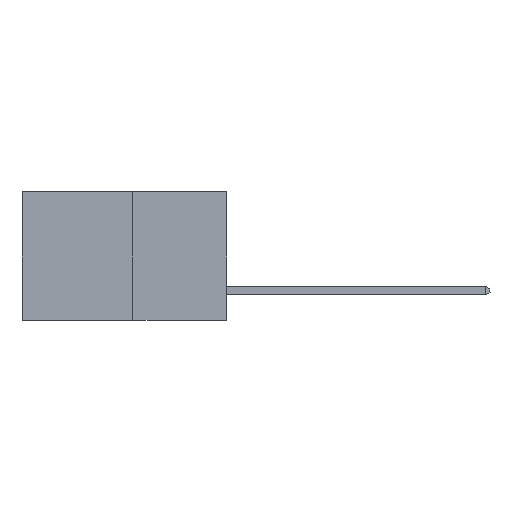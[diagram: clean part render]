
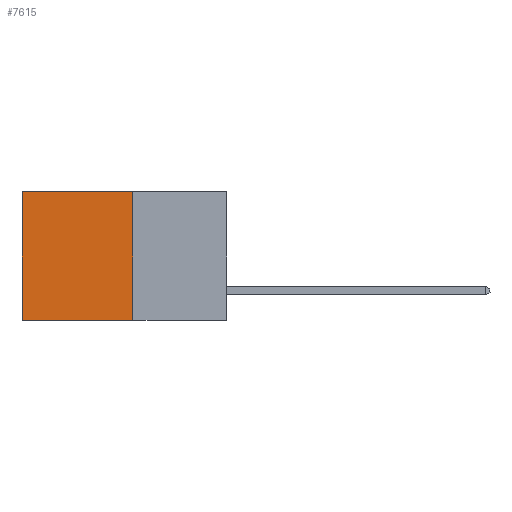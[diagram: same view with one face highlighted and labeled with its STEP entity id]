
A CAD part, left-side view. The second image highlights one B-rep face of the part: STEP entity #7615.
In plain terms, the highlighted planar face has unit normal (-1, 0, 0).
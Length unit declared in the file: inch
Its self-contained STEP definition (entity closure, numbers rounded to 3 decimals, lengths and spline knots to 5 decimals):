
#251 = ORIENTED_EDGE ( 'NONE', *, *, #3418, .T. ) ;
#1008 = LINE ( 'NONE', #10100, #6017 ) ;
#1141 = ORIENTED_EDGE ( 'NONE', *, *, #1935, .T. ) ;
#1240 = ORIENTED_EDGE ( 'NONE', *, *, #5255, .F. ) ;
#1381 = VERTEX_POINT ( 'NONE', #2577 ) ;
#1383 = DIRECTION ( 'NONE',  ( 0., 0., -1. ) ) ;
#1591 = AXIS2_PLACEMENT_3D ( 'NONE', #5789, #12414, #6710 ) ;
#1935 = EDGE_CURVE ( 'NONE', #1381, #7358, #1008, .T. ) ;
#2514 = VERTEX_POINT ( 'NONE', #12336 ) ;
#2577 = CARTESIAN_POINT ( 'NONE',  ( 0.277, 0.27, 0. ) ) ;
#3418 = EDGE_CURVE ( 'NONE', #7358, #6545, #9980, .T. ) ;
#4068 = CARTESIAN_POINT ( 'NONE',  ( 0.277, 0.59, -0.37 ) ) ;
#4437 = VECTOR ( 'NONE', #1383, 39.37008 ) ;
#4465 = CARTESIAN_POINT ( 'NONE',  ( 0.277, 0.27, -0.37 ) ) ;
#4922 = LINE ( 'NONE', #5264, #6532 ) ;
#5121 = EDGE_LOOP ( 'NONE', ( #251, #1240, #11251, #1141 ) ) ;
#5255 = EDGE_CURVE ( 'NONE', #2514, #6545, #4922, .T. ) ;
#5264 = CARTESIAN_POINT ( 'NONE',  ( 0.277, 0.27, -0.37 ) ) ;
#5288 = DIRECTION ( 'NONE',  ( 0., 1., 0. ) ) ;
#5789 = CARTESIAN_POINT ( 'NONE',  ( 0.277, 0.27, -0.37 ) ) ;
#5999 = DIRECTION ( 'NONE',  ( 0., 0., -1. ) ) ;
#6017 = VECTOR ( 'NONE', #9573, 39.37008 ) ;
#6024 = CARTESIAN_POINT ( 'NONE',  ( 0.277, 0.59, -0.37 ) ) ;
#6162 = EDGE_CURVE ( 'NONE', #1381, #2514, #12001, .T. ) ;
#6363 = CARTESIAN_POINT ( 'NONE',  ( 0.277, 0.59, 0. ) ) ;
#6532 = VECTOR ( 'NONE', #5288, 39.37008 ) ;
#6545 = VERTEX_POINT ( 'NONE', #4068 ) ;
#6710 = DIRECTION ( 'NONE',  ( 0., 0., -1. ) ) ;
#7358 = VERTEX_POINT ( 'NONE', #6363 ) ;
#7615 = ADVANCED_FACE ( 'NONE', ( #10806 ), #9517, .F. ) ;
#9517 = PLANE ( 'NONE',  #1591 ) ;
#9573 = DIRECTION ( 'NONE',  ( 0., 1., 0. ) ) ;
#9980 = LINE ( 'NONE', #6024, #12231 ) ;
#10100 = CARTESIAN_POINT ( 'NONE',  ( 0.277, 0.27, 0. ) ) ;
#10806 = FACE_OUTER_BOUND ( 'NONE', #5121, .T. ) ;
#11251 = ORIENTED_EDGE ( 'NONE', *, *, #6162, .F. ) ;
#12001 = LINE ( 'NONE', #4465, #4437 ) ;
#12231 = VECTOR ( 'NONE', #5999, 39.37008 ) ;
#12336 = CARTESIAN_POINT ( 'NONE',  ( 0.277, 0.27, -0.37 ) ) ;
#12414 = DIRECTION ( 'NONE',  ( 1., 0., 0. ) ) ;
